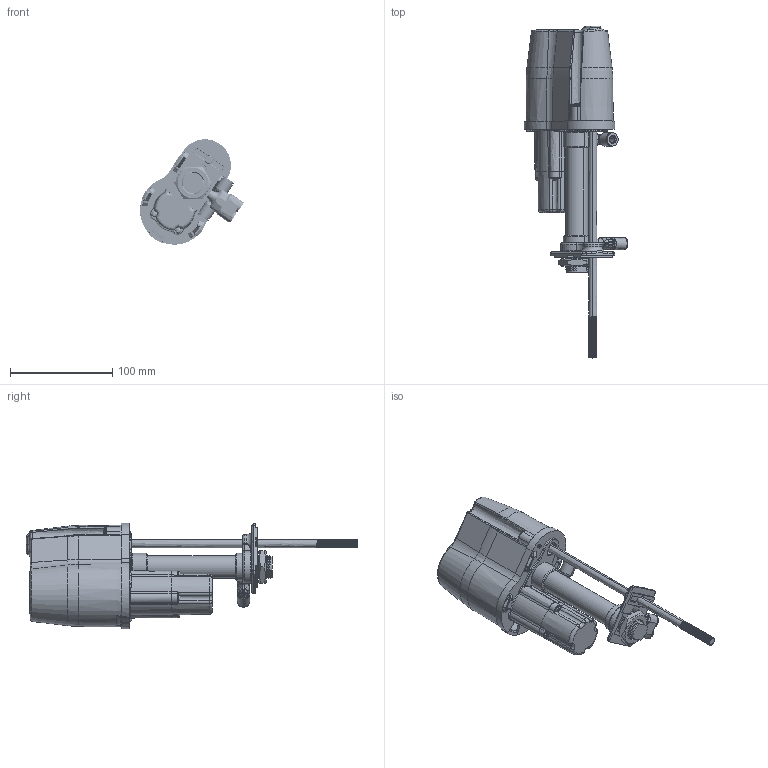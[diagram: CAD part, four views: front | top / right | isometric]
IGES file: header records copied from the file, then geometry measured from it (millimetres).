
Start section:  PTC IGES file: s0837640783.igs
Global section: file name: s0837640783.igs; native system: Pro/ENGINEER by Parametric Technology Corporation; preprocessor: 2010100; author: RCRU23; organization: Rex Nord Marbet spa; date: 20110721.174751; units: millimetre
Bounding box: 101.67 x 325 x 103 mm (x, y, z)
Surface area: 156654.8 mm2 (no closed solid volume)
Topology: 0 solids, 0 shells, 3750 faces, 19930 edges, 19930 vertices
Faces by surface type: bspline 2335, revolution 1284, extrusion 131
